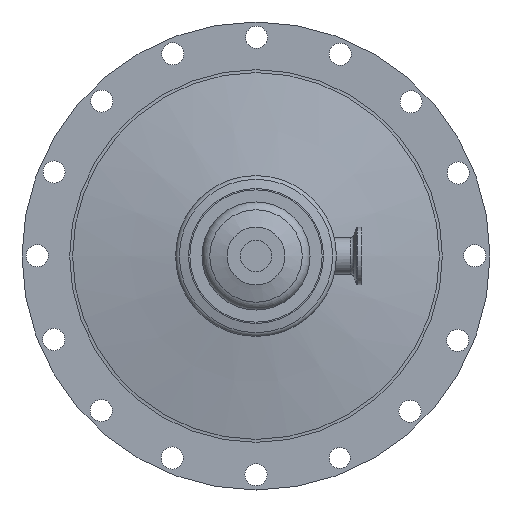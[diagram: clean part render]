
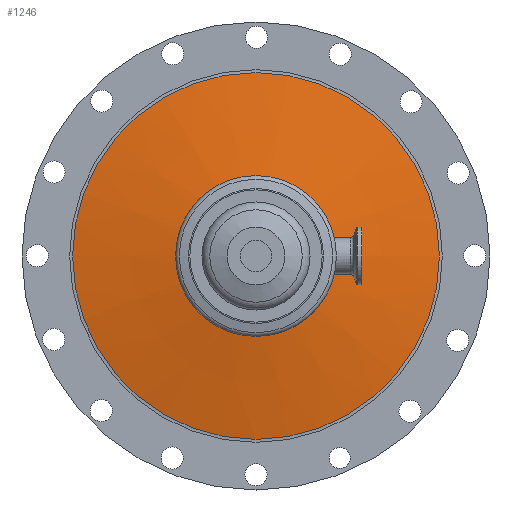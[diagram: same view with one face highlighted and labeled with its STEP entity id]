
A CAD part, front view. The second image highlights one B-rep face of the part: STEP entity #1246.
In plain terms, the highlighted conical face has half-angle 80 degrees and reference radius 74.382 mm.
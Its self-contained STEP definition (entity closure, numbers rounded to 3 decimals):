
#44=CONICAL_SURFACE('',#1436,74.382,1.396);
#149=FACE_OUTER_BOUND('',#224,.T.);
#224=EDGE_LOOP('',(#1030,#1031,#1032,#1033,#1034,#1035));
#315=LINE('',#2266,#355);
#355=VECTOR('',#1822,74.382);
#455=CIRCLE('',#1433,41.014);
#456=CIRCLE('',#1434,41.014);
#458=CIRCLE('',#1437,107.751);
#459=CIRCLE('',#1438,107.751);
#587=VERTEX_POINT('',#2259);
#588=VERTEX_POINT('',#2260);
#589=VERTEX_POINT('',#2265);
#590=VERTEX_POINT('',#2267);
#751=EDGE_CURVE('',#587,#588,#455,.T.);
#752=EDGE_CURVE('',#588,#587,#456,.T.);
#754=EDGE_CURVE('',#588,#589,#315,.T.);
#755=EDGE_CURVE('',#589,#590,#458,.T.);
#756=EDGE_CURVE('',#590,#589,#459,.T.);
#1030=ORIENTED_EDGE('',*,*,#751,.F.);
#1031=ORIENTED_EDGE('',*,*,#752,.F.);
#1032=ORIENTED_EDGE('',*,*,#754,.T.);
#1033=ORIENTED_EDGE('',*,*,#755,.T.);
#1034=ORIENTED_EDGE('',*,*,#756,.T.);
#1035=ORIENTED_EDGE('',*,*,#754,.F.);
#1246=ADVANCED_FACE('',(#149),#44,.T.);
#1433=AXIS2_PLACEMENT_3D('',#2261,#1814,#1815);
#1434=AXIS2_PLACEMENT_3D('',#2262,#1816,#1817);
#1436=AXIS2_PLACEMENT_3D('',#2264,#1820,#1821);
#1437=AXIS2_PLACEMENT_3D('',#2268,#1823,#1824);
#1438=AXIS2_PLACEMENT_3D('',#2269,#1825,#1826);
#1814=DIRECTION('center_axis',(0.,-1.,0.));
#1815=DIRECTION('ref_axis',(1.,0.,0.));
#1816=DIRECTION('center_axis',(0.,-1.,0.));
#1817=DIRECTION('ref_axis',(1.,0.,0.));
#1820=DIRECTION('center_axis',(0.,1.,0.));
#1821=DIRECTION('ref_axis',(-1.,0.,0.));
#1822=DIRECTION('',(0.985,0.174,0.));
#1823=DIRECTION('center_axis',(0.,-1.,0.));
#1824=DIRECTION('ref_axis',(1.,0.,0.));
#1825=DIRECTION('center_axis',(0.,-1.,0.));
#1826=DIRECTION('ref_axis',(1.,0.,0.));
#2259=CARTESIAN_POINT('',(0.,166.08,41.014));
#2260=CARTESIAN_POINT('',(41.014,166.08,0.));
#2261=CARTESIAN_POINT('Origin',(0.,166.08,0.));
#2262=CARTESIAN_POINT('Origin',(0.,166.08,0.));
#2264=CARTESIAN_POINT('Origin',(0.,171.964,0.));
#2265=CARTESIAN_POINT('',(107.751,177.848,0.));
#2266=CARTESIAN_POINT('',(74.382,171.964,0.));
#2267=CARTESIAN_POINT('',(0.,177.848,107.751));
#2268=CARTESIAN_POINT('Origin',(0.,177.848,0.));
#2269=CARTESIAN_POINT('Origin',(0.,177.848,0.));
